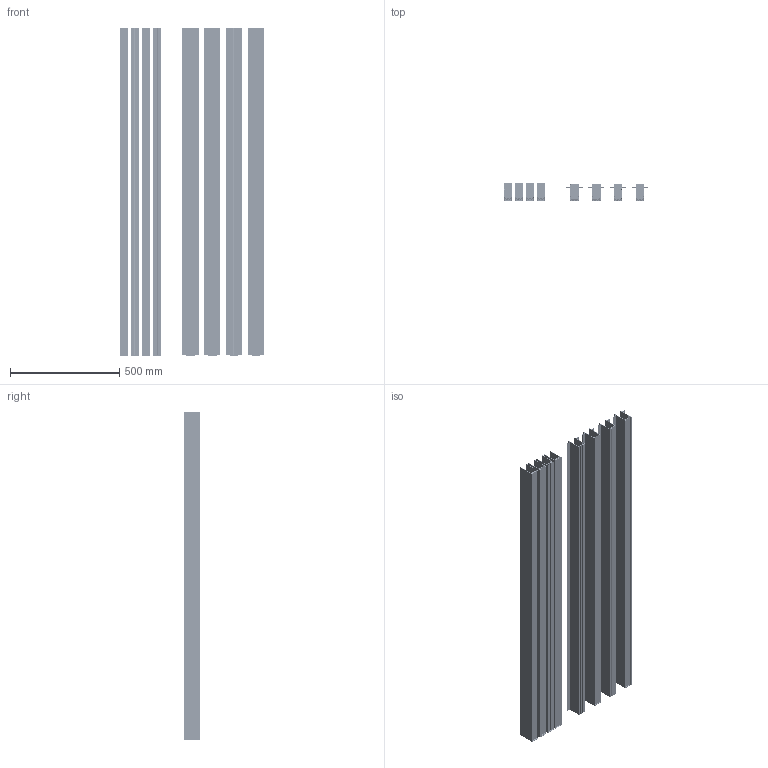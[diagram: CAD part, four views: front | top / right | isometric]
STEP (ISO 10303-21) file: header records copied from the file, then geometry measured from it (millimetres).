
FILE_DESCRIPTION (( 'STEP AP214' ), '1' );
FILE_NAME ('HOKASU OneLine+ LS.STEP', '2020-05-25T16:35:50', ( '' ), ( '' ), 'SwSTEP 2.0', 'SolidWorks 2018', '' );
FILE_SCHEMA (( 'AUTOMOTIVE_DESIGN' ));
Length unit declared in the file: millimetre
Products named in the file (21): HOKASU OneLine+ LF_PUBLIC 397.5; HOKASU OneLine+ LF_PUBLIC 132,5; Busbar HOKASU OneLine+_PUBLIC; diffuser_p_cad_5-140mm; F4_PUBLIC; HOKASU OneLine+ LS PUBLIC ASSEMBLY_PUBLIC 397,5; diffuser_p_cad_15-420; diffusore 0212_PUBLIC; countersunk flat head cross recess screw_iso_ISO 7046-1 - M2 x 8 - Z - 8N; F2_PUBLIC; HOKASU OneLine+ LF_PUBLIC 532; HOKASU OneLine+ LS PUBLIC ASSEMBLY_PUBLIC 265; diffuser_p_cad_20-560; HOKASU OneLine+ LS PUBLIC ASSEMBLY_PUBLIC 532; diffuser_p_cad_10-280; HOKASU OneLine+ LF_PUBLIC 265; F3_PUBLIC; HOKASU OneLine+ LS PUBLIC ASSEMBLY_PUBLIC 132,5; base parabola 0212_PUBLIC; HOKASU OneLine+ IN_PUBLIC; HOKASU OneLine+ LS
Assembly tree (132 placements, depth 4):
  HOKASU OneLine+ LS
    HOKASU OneLine+ IN_PUBLIC  x4
    Busbar HOKASU OneLine+_PUBLIC  x4
    HOKASU OneLine+ LS PUBLIC ASSEMBLY_PUBLIC 132,5  x2
      HOKASU OneLine+ LF_PUBLIC 132,5
      F2_PUBLIC
      countersunk flat head cross recess screw_iso_ISO 7046-1 - M2 x 8 - Z - 8N
      diffuser_p_cad_5-140mm
        base parabola 0212_PUBLIC
        diffusore 0212_PUBLIC  x5
    HOKASU OneLine+ LS PUBLIC ASSEMBLY_PUBLIC 265  x2
      HOKASU OneLine+ LF_PUBLIC 265
      F2_PUBLIC
      countersunk flat head cross recess screw_iso_ISO 7046-1 - M2 x 8 - Z - 8N
      diffuser_p_cad_10-280
        base parabola 0212_PUBLIC  x2
        diffusore 0212_PUBLIC  x10
    HOKASU OneLine+ LS PUBLIC ASSEMBLY_PUBLIC 397,5  x2
      HOKASU OneLine+ LF_PUBLIC 397.5
      F2_PUBLIC
      countersunk flat head cross recess screw_iso_ISO 7046-1 - M2 x 8 - Z - 8N
      diffuser_p_cad_15-420
        base parabola 0212_PUBLIC  x3
        diffusore 0212_PUBLIC  x15
    F3_PUBLIC  x4
    F4_PUBLIC  x4
    countersunk flat head cross recess screw_iso_ISO 7046-1 - M2 x 8 - Z - 8N  x16
    HOKASU OneLine+ LS PUBLIC ASSEMBLY_PUBLIC 532  x2
      HOKASU OneLine+ LF_PUBLIC 532
      F2_PUBLIC
      countersunk flat head cross recess screw_iso_ISO 7046-1 - M2 x 8 - Z - 8N
      diffuser_p_cad_20-560
        base parabola 0212_PUBLIC  x4
        diffusore 0212_PUBLIC  x20
Bounding box: 660.97 x 77 x 1502 mm (x, y, z)
Volume: 6435405.1 mm3; surface area: 7532217 mm2
Topology: 108 solids, 408 shells, 14808 faces, 40892 edges, 26172 vertices
Faces by surface type: bspline 6600, plane 6196, cylinder 1196, cone 720, torus 96
Entity records: 48376 total; most frequent: CARTESIAN_POINT 22270, ORIENTED_EDGE 5698, DIRECTION 4684, EDGE_CURVE 2862, VERTEX_POINT 1897, AXIS2_PLACEMENT_3D 1590, VECTOR 1504, LINE 1504
